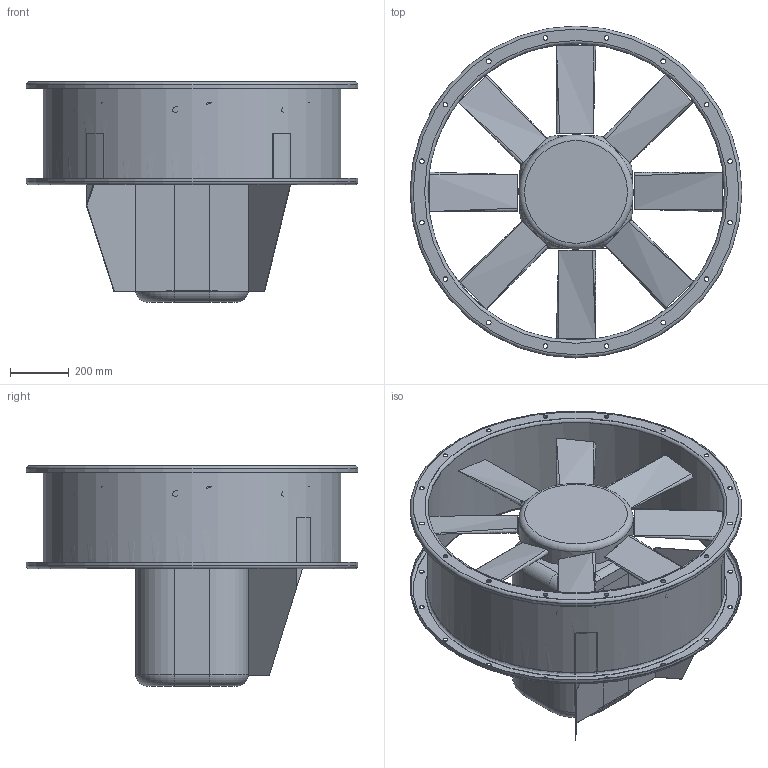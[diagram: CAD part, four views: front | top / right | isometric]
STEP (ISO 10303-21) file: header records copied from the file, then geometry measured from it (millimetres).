
FILE_DESCRIPTION (( 'STEP AP203' ), '1' );
FILE_NAME ('CC-ATX_1000.STEP', '2022-12-20T16:52:15', ( '' ), ( '' ), 'SwSTEP 2.0', 'SolidWorks 2022', '' );
FILE_SCHEMA (( 'CONFIG_CONTROL_DESIGN' ));
Length unit declared in the file: millimetre
Products named in the file (1): CC-ATX_1000
Bounding box: 1130 x 1130 x 750 mm (x, y, z)
Volume: 91218578.6 mm3; surface area: 5879759.4 mm2
Topology: 1 solids, 1 shells, 156 faces, 405 edges, 271 vertices
Faces by surface type: cylinder 62, plane 45, bspline 32, torus 17
Full cylindrical faces by diameter (mm): 9.948 x8, 16 x32, 101 x1, 389.981 x1, 1010 x1, 1012.4 x1, 1127.6 x2, 1130 x2
Entity records: 6024 total; most frequent: CARTESIAN_POINT 2282, DIRECTION 744, ORIENTED_EDGE 654, EDGE_CURVE 327, EDGE_LOOP 302, AXIS2_PLACEMENT_3D 301, VERTEX_POINT 251, FACE_OUTER_BOUND 213
